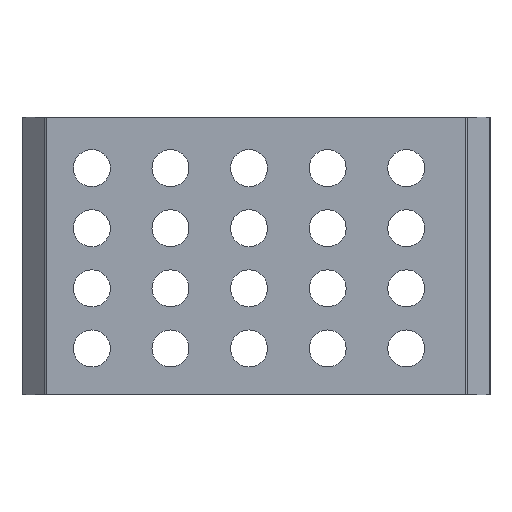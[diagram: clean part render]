
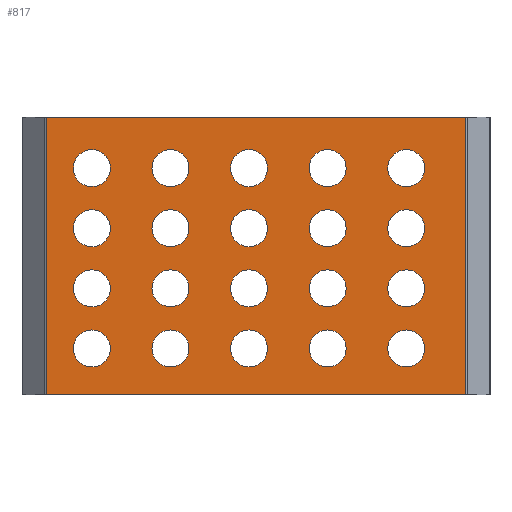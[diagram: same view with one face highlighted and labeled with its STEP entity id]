
A CAD part, top view. The second image highlights one B-rep face of the part: STEP entity #817.
In plain terms, the highlighted planar face has unit normal (0, 0, 1).
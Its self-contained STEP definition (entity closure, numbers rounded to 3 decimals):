
#15=FACE_BOUND('',#124,.T.);
#16=FACE_BOUND('',#125,.T.);
#17=FACE_BOUND('',#126,.T.);
#18=FACE_BOUND('',#127,.T.);
#19=FACE_BOUND('',#128,.T.);
#20=FACE_BOUND('',#129,.T.);
#21=FACE_BOUND('',#130,.T.);
#22=FACE_BOUND('',#131,.T.);
#23=FACE_BOUND('',#132,.T.);
#24=FACE_BOUND('',#133,.T.);
#25=FACE_BOUND('',#134,.T.);
#26=FACE_BOUND('',#135,.T.);
#27=FACE_BOUND('',#136,.T.);
#28=FACE_BOUND('',#137,.T.);
#29=FACE_BOUND('',#138,.T.);
#30=FACE_BOUND('',#139,.T.);
#31=FACE_BOUND('',#140,.T.);
#32=FACE_BOUND('',#141,.T.);
#33=FACE_BOUND('',#142,.T.);
#34=FACE_BOUND('',#143,.T.);
#57=PLANE('',#937);
#89=FACE_OUTER_BOUND('',#123,.T.);
#123=EDGE_LOOP('',(#661,#662,#663,#664));
#124=EDGE_LOOP('',(#665));
#125=EDGE_LOOP('',(#666));
#126=EDGE_LOOP('',(#667));
#127=EDGE_LOOP('',(#668));
#128=EDGE_LOOP('',(#669));
#129=EDGE_LOOP('',(#670));
#130=EDGE_LOOP('',(#671));
#131=EDGE_LOOP('',(#672));
#132=EDGE_LOOP('',(#673));
#133=EDGE_LOOP('',(#674));
#134=EDGE_LOOP('',(#675));
#135=EDGE_LOOP('',(#676));
#136=EDGE_LOOP('',(#677));
#137=EDGE_LOOP('',(#678));
#138=EDGE_LOOP('',(#679));
#139=EDGE_LOOP('',(#680));
#140=EDGE_LOOP('',(#681));
#141=EDGE_LOOP('',(#682));
#142=EDGE_LOOP('',(#683));
#143=EDGE_LOOP('',(#684));
#204=LINE('',#1397,#252);
#205=LINE('',#1401,#253);
#206=LINE('',#1405,#254);
#207=LINE('',#1406,#255);
#252=VECTOR('',#1156,10.);
#253=VECTOR('',#1161,10.);
#254=VECTOR('',#1166,10.);
#255=VECTOR('',#1167,10.);
#271=CIRCLE('',#850,2.);
#274=CIRCLE('',#854,2.);
#277=CIRCLE('',#858,2.);
#280=CIRCLE('',#862,2.);
#283=CIRCLE('',#866,2.);
#286=CIRCLE('',#870,2.);
#289=CIRCLE('',#874,2.);
#292=CIRCLE('',#878,2.);
#295=CIRCLE('',#882,2.);
#298=CIRCLE('',#886,2.);
#301=CIRCLE('',#890,2.);
#304=CIRCLE('',#894,2.);
#307=CIRCLE('',#898,2.);
#310=CIRCLE('',#902,2.);
#313=CIRCLE('',#906,2.);
#316=CIRCLE('',#910,2.);
#319=CIRCLE('',#914,2.);
#322=CIRCLE('',#918,2.);
#325=CIRCLE('',#922,2.);
#328=CIRCLE('',#926,2.);
#339=VERTEX_POINT('',#1209);
#342=VERTEX_POINT('',#1217);
#345=VERTEX_POINT('',#1225);
#348=VERTEX_POINT('',#1233);
#351=VERTEX_POINT('',#1241);
#354=VERTEX_POINT('',#1249);
#357=VERTEX_POINT('',#1257);
#360=VERTEX_POINT('',#1265);
#363=VERTEX_POINT('',#1273);
#366=VERTEX_POINT('',#1281);
#369=VERTEX_POINT('',#1289);
#372=VERTEX_POINT('',#1297);
#375=VERTEX_POINT('',#1305);
#378=VERTEX_POINT('',#1313);
#381=VERTEX_POINT('',#1321);
#384=VERTEX_POINT('',#1329);
#387=VERTEX_POINT('',#1337);
#390=VERTEX_POINT('',#1345);
#393=VERTEX_POINT('',#1353);
#396=VERTEX_POINT('',#1361);
#410=VERTEX_POINT('',#1394);
#411=VERTEX_POINT('',#1396);
#412=VERTEX_POINT('',#1400);
#413=VERTEX_POINT('',#1404);
#424=EDGE_CURVE('',#339,#339,#271,.T.);
#428=EDGE_CURVE('',#342,#342,#274,.T.);
#432=EDGE_CURVE('',#345,#345,#277,.T.);
#436=EDGE_CURVE('',#348,#348,#280,.T.);
#440=EDGE_CURVE('',#351,#351,#283,.T.);
#444=EDGE_CURVE('',#354,#354,#286,.T.);
#448=EDGE_CURVE('',#357,#357,#289,.T.);
#452=EDGE_CURVE('',#360,#360,#292,.T.);
#456=EDGE_CURVE('',#363,#363,#295,.T.);
#460=EDGE_CURVE('',#366,#366,#298,.T.);
#464=EDGE_CURVE('',#369,#369,#301,.T.);
#468=EDGE_CURVE('',#372,#372,#304,.T.);
#472=EDGE_CURVE('',#375,#375,#307,.T.);
#476=EDGE_CURVE('',#378,#378,#310,.T.);
#480=EDGE_CURVE('',#381,#381,#313,.T.);
#484=EDGE_CURVE('',#384,#384,#316,.T.);
#488=EDGE_CURVE('',#387,#387,#319,.T.);
#492=EDGE_CURVE('',#390,#390,#322,.T.);
#496=EDGE_CURVE('',#393,#393,#325,.T.);
#500=EDGE_CURVE('',#396,#396,#328,.T.);
#516=EDGE_CURVE('',#411,#410,#204,.T.);
#518=EDGE_CURVE('',#411,#412,#205,.T.);
#520=EDGE_CURVE('',#413,#410,#206,.T.);
#521=EDGE_CURVE('',#413,#412,#207,.T.);
#661=ORIENTED_EDGE('',*,*,#518,.F.);
#662=ORIENTED_EDGE('',*,*,#516,.T.);
#663=ORIENTED_EDGE('',*,*,#520,.F.);
#664=ORIENTED_EDGE('',*,*,#521,.T.);
#665=ORIENTED_EDGE('',*,*,#424,.T.);
#666=ORIENTED_EDGE('',*,*,#428,.T.);
#667=ORIENTED_EDGE('',*,*,#432,.T.);
#668=ORIENTED_EDGE('',*,*,#436,.T.);
#669=ORIENTED_EDGE('',*,*,#440,.T.);
#670=ORIENTED_EDGE('',*,*,#444,.T.);
#671=ORIENTED_EDGE('',*,*,#448,.T.);
#672=ORIENTED_EDGE('',*,*,#452,.T.);
#673=ORIENTED_EDGE('',*,*,#456,.T.);
#674=ORIENTED_EDGE('',*,*,#460,.T.);
#675=ORIENTED_EDGE('',*,*,#464,.T.);
#676=ORIENTED_EDGE('',*,*,#468,.T.);
#677=ORIENTED_EDGE('',*,*,#472,.T.);
#678=ORIENTED_EDGE('',*,*,#476,.T.);
#679=ORIENTED_EDGE('',*,*,#480,.T.);
#680=ORIENTED_EDGE('',*,*,#484,.T.);
#681=ORIENTED_EDGE('',*,*,#488,.T.);
#682=ORIENTED_EDGE('',*,*,#492,.T.);
#683=ORIENTED_EDGE('',*,*,#496,.T.);
#684=ORIENTED_EDGE('',*,*,#500,.T.);
#817=ADVANCED_FACE('',(#89,#15,#16,#17,#18,#19,#20,#21,#22,#23,#24,#25,
#26,#27,#28,#29,#30,#31,#32,#33,#34),#57,.T.);
#850=AXIS2_PLACEMENT_3D('',#1211,#958,#959);
#854=AXIS2_PLACEMENT_3D('',#1219,#967,#968);
#858=AXIS2_PLACEMENT_3D('',#1227,#976,#977);
#862=AXIS2_PLACEMENT_3D('',#1235,#985,#986);
#866=AXIS2_PLACEMENT_3D('',#1243,#994,#995);
#870=AXIS2_PLACEMENT_3D('',#1251,#1003,#1004);
#874=AXIS2_PLACEMENT_3D('',#1259,#1012,#1013);
#878=AXIS2_PLACEMENT_3D('',#1267,#1021,#1022);
#882=AXIS2_PLACEMENT_3D('',#1275,#1030,#1031);
#886=AXIS2_PLACEMENT_3D('',#1283,#1039,#1040);
#890=AXIS2_PLACEMENT_3D('',#1291,#1048,#1049);
#894=AXIS2_PLACEMENT_3D('',#1299,#1057,#1058);
#898=AXIS2_PLACEMENT_3D('',#1307,#1066,#1067);
#902=AXIS2_PLACEMENT_3D('',#1315,#1075,#1076);
#906=AXIS2_PLACEMENT_3D('',#1323,#1084,#1085);
#910=AXIS2_PLACEMENT_3D('',#1331,#1093,#1094);
#914=AXIS2_PLACEMENT_3D('',#1339,#1102,#1103);
#918=AXIS2_PLACEMENT_3D('',#1347,#1111,#1112);
#922=AXIS2_PLACEMENT_3D('',#1355,#1120,#1121);
#926=AXIS2_PLACEMENT_3D('',#1363,#1129,#1130);
#937=AXIS2_PLACEMENT_3D('',#1403,#1164,#1165);
#958=DIRECTION('center_axis',(0.,0.,-1.));
#959=DIRECTION('ref_axis',(-1.,0.,0.));
#967=DIRECTION('center_axis',(0.,0.,-1.));
#968=DIRECTION('ref_axis',(-1.,0.,0.));
#976=DIRECTION('center_axis',(0.,0.,-1.));
#977=DIRECTION('ref_axis',(-1.,0.,0.));
#985=DIRECTION('center_axis',(0.,0.,-1.));
#986=DIRECTION('ref_axis',(-1.,0.,0.));
#994=DIRECTION('center_axis',(0.,0.,-1.));
#995=DIRECTION('ref_axis',(-1.,0.,0.));
#1003=DIRECTION('center_axis',(0.,0.,-1.));
#1004=DIRECTION('ref_axis',(-1.,0.,0.));
#1012=DIRECTION('center_axis',(0.,0.,-1.));
#1013=DIRECTION('ref_axis',(-1.,0.,0.));
#1021=DIRECTION('center_axis',(0.,0.,-1.));
#1022=DIRECTION('ref_axis',(-1.,0.,0.));
#1030=DIRECTION('center_axis',(0.,0.,-1.));
#1031=DIRECTION('ref_axis',(-1.,0.,0.));
#1039=DIRECTION('center_axis',(0.,0.,-1.));
#1040=DIRECTION('ref_axis',(-1.,0.,0.));
#1048=DIRECTION('center_axis',(0.,0.,-1.));
#1049=DIRECTION('ref_axis',(-1.,0.,0.));
#1057=DIRECTION('center_axis',(0.,0.,-1.));
#1058=DIRECTION('ref_axis',(-1.,0.,0.));
#1066=DIRECTION('center_axis',(0.,0.,-1.));
#1067=DIRECTION('ref_axis',(-1.,0.,0.));
#1075=DIRECTION('center_axis',(0.,0.,-1.));
#1076=DIRECTION('ref_axis',(-1.,0.,0.));
#1084=DIRECTION('center_axis',(0.,0.,-1.));
#1085=DIRECTION('ref_axis',(-1.,0.,0.));
#1093=DIRECTION('center_axis',(0.,0.,-1.));
#1094=DIRECTION('ref_axis',(-1.,0.,0.));
#1102=DIRECTION('center_axis',(0.,0.,-1.));
#1103=DIRECTION('ref_axis',(-1.,0.,0.));
#1111=DIRECTION('center_axis',(0.,0.,-1.));
#1112=DIRECTION('ref_axis',(-1.,0.,0.));
#1120=DIRECTION('center_axis',(0.,0.,-1.));
#1121=DIRECTION('ref_axis',(-1.,0.,0.));
#1129=DIRECTION('center_axis',(0.,0.,-1.));
#1130=DIRECTION('ref_axis',(-1.,0.,0.));
#1156=DIRECTION('',(-1.,0.,0.));
#1161=DIRECTION('',(0.,-1.,0.));
#1164=DIRECTION('center_axis',(0.,0.,1.));
#1165=DIRECTION('ref_axis',(1.,0.,0.));
#1166=DIRECTION('',(0.,1.,0.));
#1167=DIRECTION('',(1.,0.,0.));
#1209=CARTESIAN_POINT('',(27.,5.,2.9));
#1211=CARTESIAN_POINT('Origin',(25.,5.,2.9));
#1217=CARTESIAN_POINT('',(10.,18.,2.9));
#1219=CARTESIAN_POINT('Origin',(8.,18.,2.9));
#1225=CARTESIAN_POINT('',(18.5,24.5,2.9));
#1227=CARTESIAN_POINT('Origin',(16.5,24.5,2.9));
#1233=CARTESIAN_POINT('',(35.5,11.5,2.9));
#1235=CARTESIAN_POINT('Origin',(33.5,11.5,2.9));
#1241=CARTESIAN_POINT('',(44.,18.,2.9));
#1243=CARTESIAN_POINT('Origin',(42.,18.,2.9));
#1249=CARTESIAN_POINT('',(44.,11.5,2.9));
#1251=CARTESIAN_POINT('Origin',(42.,11.5,2.9));
#1257=CARTESIAN_POINT('',(27.,24.5,2.9));
#1259=CARTESIAN_POINT('Origin',(25.,24.5,2.9));
#1265=CARTESIAN_POINT('',(18.5,18.,2.9));
#1267=CARTESIAN_POINT('Origin',(16.5,18.,2.9));
#1273=CARTESIAN_POINT('',(10.,11.5,2.9));
#1275=CARTESIAN_POINT('Origin',(8.,11.5,2.9));
#1281=CARTESIAN_POINT('',(18.5,5.,2.9));
#1283=CARTESIAN_POINT('Origin',(16.5,5.,2.9));
#1289=CARTESIAN_POINT('',(35.5,5.,2.9));
#1291=CARTESIAN_POINT('Origin',(33.5,5.,2.9));
#1297=CARTESIAN_POINT('',(10.,24.5,2.9));
#1299=CARTESIAN_POINT('Origin',(8.,24.5,2.9));
#1305=CARTESIAN_POINT('',(27.,11.5,2.9));
#1307=CARTESIAN_POINT('Origin',(25.,11.5,2.9));
#1313=CARTESIAN_POINT('',(35.5,18.,2.9));
#1315=CARTESIAN_POINT('Origin',(33.5,18.,2.9));
#1321=CARTESIAN_POINT('',(44.,24.5,2.9));
#1323=CARTESIAN_POINT('Origin',(42.,24.5,2.9));
#1329=CARTESIAN_POINT('',(35.5,24.5,2.9));
#1331=CARTESIAN_POINT('Origin',(33.5,24.5,2.9));
#1337=CARTESIAN_POINT('',(27.,18.,2.9));
#1339=CARTESIAN_POINT('Origin',(25.,18.,2.9));
#1345=CARTESIAN_POINT('',(18.5,11.5,2.9));
#1347=CARTESIAN_POINT('Origin',(16.5,11.5,2.9));
#1353=CARTESIAN_POINT('',(44.,5.,2.9));
#1355=CARTESIAN_POINT('Origin',(42.,5.,2.9));
#1361=CARTESIAN_POINT('',(10.,5.,2.9));
#1363=CARTESIAN_POINT('Origin',(8.,5.,2.9));
#1394=CARTESIAN_POINT('',(3.121,30.,2.9));
#1396=CARTESIAN_POINT('',(48.379,30.,2.9));
#1397=CARTESIAN_POINT('',(51.5,30.,2.9));
#1400=CARTESIAN_POINT('',(48.379,0.,2.9));
#1401=CARTESIAN_POINT('',(48.379,7.5,2.9));
#1403=CARTESIAN_POINT('Origin',(25.75,15.,2.9));
#1404=CARTESIAN_POINT('',(3.121,0.,2.9));
#1405=CARTESIAN_POINT('',(3.121,7.5,2.9));
#1406=CARTESIAN_POINT('',(0.,0.,2.9));
